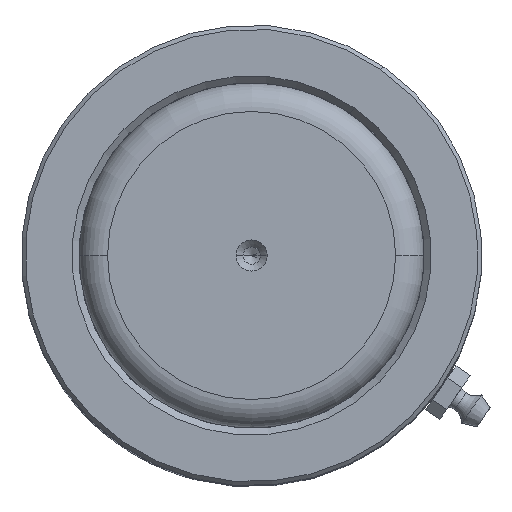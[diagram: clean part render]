
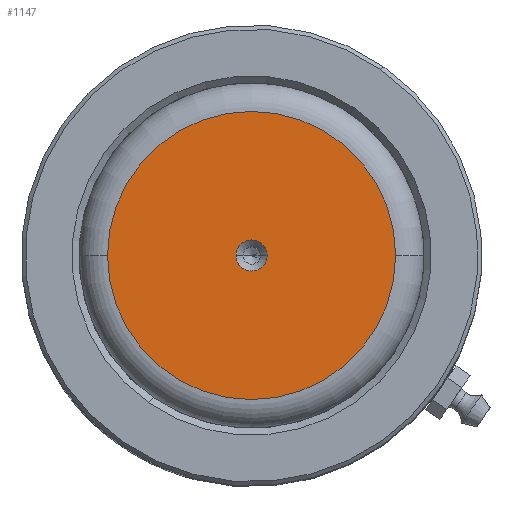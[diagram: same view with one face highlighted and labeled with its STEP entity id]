
A CAD part, top view. The second image highlights one B-rep face of the part: STEP entity #1147.
In plain terms, the highlighted planar face has unit normal (0, 0, 1).
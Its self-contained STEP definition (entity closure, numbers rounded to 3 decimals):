
#13 = EDGE_CURVE ( 'NONE', #6799, #2191, #727, .T. ) ;
#107 = AXIS2_PLACEMENT_3D ( 'NONE', #4252, #2108, #8668 ) ;
#234 = DIRECTION ( 'NONE',  ( 1., 0., 0. ) ) ;
#301 = CIRCLE ( 'NONE', #1718, 25.017 ) ;
#319 = EDGE_CURVE ( 'NONE', #5944, #1896, #7318, .T. ) ;
#412 = DIRECTION ( 'NONE',  ( 1., 0., 0. ) ) ;
#439 = DIRECTION ( 'NONE',  ( 0., 0., 1. ) ) ;
#496 = EDGE_LOOP ( 'NONE', ( #7760, #6763 ) ) ;
#599 = AXIS2_PLACEMENT_3D ( 'NONE', #4015, #439, #412 ) ;
#648 = EDGE_LOOP ( 'NONE', ( #884, #7140 ) ) ;
#683 = DIRECTION ( 'NONE',  ( 1., 0., 0. ) ) ;
#727 = CIRCLE ( 'NONE', #2617, 2.7 ) ;
#884 = ORIENTED_EDGE ( 'NONE', *, *, #319, .T. ) ;
#1147 = ADVANCED_FACE ( 'NONE', ( #4039, #5292 ), #2072, .T. ) ;
#1703 = AXIS2_PLACEMENT_3D ( 'NONE', #7462, #4554, #234 ) ;
#1718 = AXIS2_PLACEMENT_3D ( 'NONE', #7234, #4323, #7132 ) ;
#1896 = VERTEX_POINT ( 'NONE', #6846 ) ;
#2072 = PLANE ( 'NONE',  #107 ) ;
#2108 = DIRECTION ( 'NONE',  ( 0., 0., 1. ) ) ;
#2134 = CARTESIAN_POINT ( 'NONE',  ( 0., 0., 242. ) ) ;
#2191 = VERTEX_POINT ( 'NONE', #7953 ) ;
#2455 = CARTESIAN_POINT ( 'NONE',  ( -2.7, 0., 242. ) ) ;
#2617 = AXIS2_PLACEMENT_3D ( 'NONE', #2134, #8690, #683 ) ;
#3304 = EDGE_CURVE ( 'NONE', #2191, #6799, #7455, .T. ) ;
#4015 = CARTESIAN_POINT ( 'NONE',  ( 0., 0., 242. ) ) ;
#4039 = FACE_BOUND ( 'NONE', #496, .T. ) ;
#4252 = CARTESIAN_POINT ( 'NONE',  ( 0., 0., 242. ) ) ;
#4323 = DIRECTION ( 'NONE',  ( 0., 0., 1. ) ) ;
#4554 = DIRECTION ( 'NONE',  ( 0., 0., 1. ) ) ;
#5292 = FACE_OUTER_BOUND ( 'NONE', #648, .T. ) ;
#5944 = VERTEX_POINT ( 'NONE', #7697 ) ;
#6313 = EDGE_CURVE ( 'NONE', #1896, #5944, #301, .T. ) ;
#6763 = ORIENTED_EDGE ( 'NONE', *, *, #13, .F. ) ;
#6799 = VERTEX_POINT ( 'NONE', #2455 ) ;
#6846 = CARTESIAN_POINT ( 'NONE',  ( -25.017, 0., 242. ) ) ;
#7132 = DIRECTION ( 'NONE',  ( 1., 0., 0. ) ) ;
#7140 = ORIENTED_EDGE ( 'NONE', *, *, #6313, .T. ) ;
#7234 = CARTESIAN_POINT ( 'NONE',  ( 0., 0., 242. ) ) ;
#7318 = CIRCLE ( 'NONE', #1703, 25.017 ) ;
#7455 = CIRCLE ( 'NONE', #599, 2.7 ) ;
#7462 = CARTESIAN_POINT ( 'NONE',  ( 0., 0., 242. ) ) ;
#7697 = CARTESIAN_POINT ( 'NONE',  ( 25.017, 0., 242. ) ) ;
#7760 = ORIENTED_EDGE ( 'NONE', *, *, #3304, .F. ) ;
#7953 = CARTESIAN_POINT ( 'NONE',  ( 2.7, 0., 242. ) ) ;
#8668 = DIRECTION ( 'NONE',  ( 1., 0., 0. ) ) ;
#8690 = DIRECTION ( 'NONE',  ( 0., 0., 1. ) ) ;
